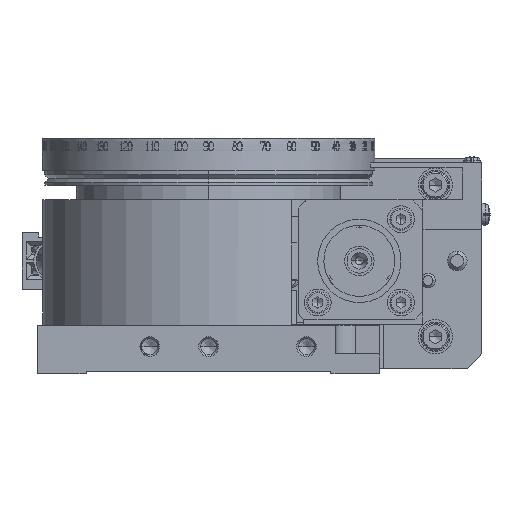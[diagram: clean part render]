
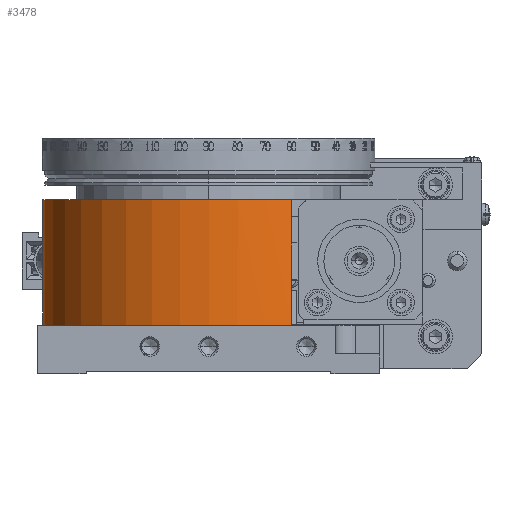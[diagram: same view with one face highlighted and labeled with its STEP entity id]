
A CAD part, left-side view. The second image highlights one B-rep face of the part: STEP entity #3478.
In plain terms, the highlighted cylindrical face has radius 33.9 mm (diameter 67.8 mm), a partial arc.
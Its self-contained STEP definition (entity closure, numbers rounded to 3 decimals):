
#3478=ADVANCED_FACE('',(#37514),#37513,.T.);
#37513=CYLINDRICAL_SURFACE('',#66139,33.9);
#37514=FACE_OUTER_BOUND('',#66140,.T.);
#66136=CARTESIAN_POINT('',(0.,0.,10.));
#66137=DIRECTION('',(0.,0.,1.));
#66138=DIRECTION('',(0.,-1.,0.));
#66139=AXIS2_PLACEMENT_3D('',#66136,#66137,#66138);
#66140=EDGE_LOOP('',(#91483,#91484,#91485,#91486,#91487,#91488,#91489));
#91483=ORIENTED_EDGE('',*,*,#103975,.T.);
#91484=ORIENTED_EDGE('',*,*,#106205,.T.);
#91485=ORIENTED_EDGE('',*,*,#103388,.T.);
#91486=ORIENTED_EDGE('',*,*,#103941,.T.);
#91487=ORIENTED_EDGE('',*,*,#105379,.F.);
#91488=ORIENTED_EDGE('',*,*,#105381,.F.);
#91489=ORIENTED_EDGE('',*,*,#106206,.F.);
#103388=EDGE_CURVE('',#153322,#153323,#153324,.T.);
#103941=EDGE_CURVE('',#153323,#157071,#157078,.T.);
#103975=EDGE_CURVE('',#157307,#157308,#157309,.T.);
#105379=EDGE_CURVE('',#166751,#157071,#166758,.T.);
#105381=EDGE_CURVE('',#166764,#166751,#166771,.T.);
#106205=EDGE_CURVE('',#157308,#153322,#172115,.T.);
#106206=EDGE_CURVE('',#157307,#166764,#172121,.T.);
#153322=VERTEX_POINT('',#211271);
#153323=VERTEX_POINT('',#211272);
#153324=CIRCLE('',#211276,33.9);
#157071=VERTEX_POINT('',#213682);
#157078=CIRCLE('',#213689,33.9);
#157307=VERTEX_POINT('',#213831);
#157308=VERTEX_POINT('',#213832);
#157309=CIRCLE('',#213836,33.9);
#166751=VERTEX_POINT('',#219891);
#166758=LINE('',#219895,#219896);
#166764=VERTEX_POINT('',#219898);
#166771=CIRCLE('',#219906,33.9);
#172115=(BOUNDED_CURVE() B_SPLINE_CURVE(1,(#223180,#223181),.UNSPECIFIED.,.F.,.F.) B_SPLINE_CURVE_WITH_KNOTS((2,2),(0.083,0.087),.UNSPECIFIED.) CURVE() GEOMETRIC_REPRESENTATION_ITEM() RATIONAL_B_SPLINE_CURVE((1.,1.)) REPRESENTATION_ITEM('') );
#172121=(BOUNDED_CURVE() B_SPLINE_CURVE(1,(#223182,#223183),.UNSPECIFIED.,.F.,.F.) B_SPLINE_CURVE_WITH_KNOTS((2,2),(0.083,0.917),.UNSPECIFIED.) CURVE() GEOMETRIC_REPRESENTATION_ITEM() RATIONAL_B_SPLINE_CURVE((0.75,0.75)) REPRESENTATION_ITEM('') );
#211271=CARTESIAN_POINT('',(0.,-33.9,10.));
#211272=CARTESIAN_POINT('',(-18.,-28.726,10.));
#211273=CARTESIAN_POINT('',(0.,0.,10.));
#211274=DIRECTION('',(0.,0.,-1.));
#211275=DIRECTION('',(0.531,-0.847,0.));
#211276=AXIS2_PLACEMENT_3D('',#211273,#211274,#211275);
#213682=CARTESIAN_POINT('',(-29.329,-17.,10.));
#213686=CARTESIAN_POINT('',(0.,0.,10.));
#213687=DIRECTION('',(0.,0.,-1.));
#213688=DIRECTION('',(0.,-1.,0.));
#213689=AXIS2_PLACEMENT_3D('',#213686,#213687,#213688);
#213831=CARTESIAN_POINT('',(0.,33.9,9.9));
#213832=CARTESIAN_POINT('',(0.,-33.9,9.9));
#213833=CARTESIAN_POINT('',(0.,0.,9.9));
#213834=DIRECTION('',(0.,0.,1.));
#213835=DIRECTION('',(0.,-1.,0.));
#213836=AXIS2_PLACEMENT_3D('',#213833,#213834,#213835);
#219891=CARTESIAN_POINT('',(-29.329,-17.,35.5));
#219895=CARTESIAN_POINT('',(-29.329,-17.,35.5));
#219896=VECTOR('',#219897,25.5);
#219897=DIRECTION('',(0.,0.,-1.));
#219898=CARTESIAN_POINT('',(0.,33.9,35.5));
#219903=CARTESIAN_POINT('',(0.,0.,35.5));
#219904=DIRECTION('',(0.,0.,1.));
#219905=DIRECTION('',(0.,-1.,0.));
#219906=AXIS2_PLACEMENT_3D('',#219903,#219904,#219905);
#223180=CARTESIAN_POINT('',(0.,-33.9,9.9));
#223181=CARTESIAN_POINT('',(0.,-33.9,10.));
#223182=CARTESIAN_POINT('',(0.,33.9,9.9));
#223183=CARTESIAN_POINT('',(0.,33.9,35.5));
